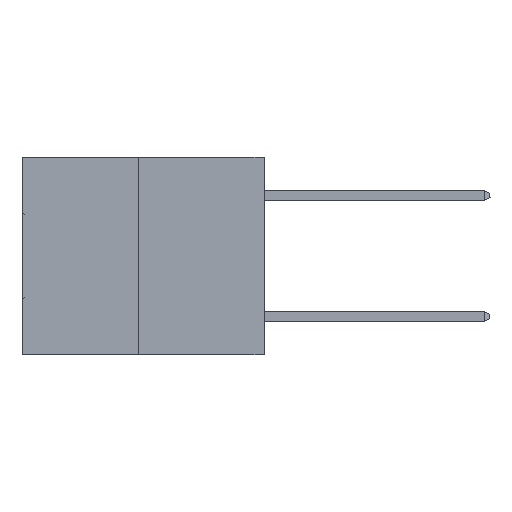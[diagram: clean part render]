
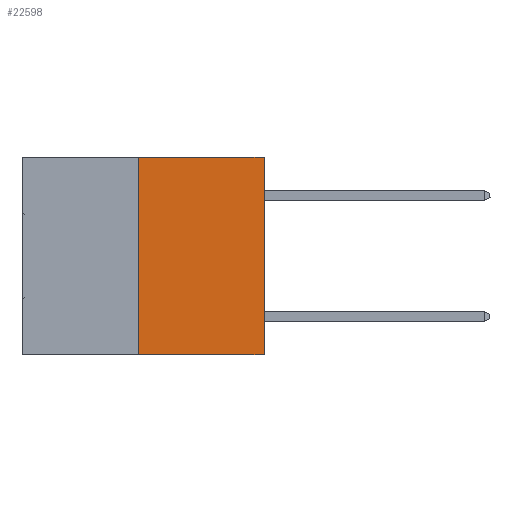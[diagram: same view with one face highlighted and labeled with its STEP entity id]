
A CAD part, left-side view. The second image highlights one B-rep face of the part: STEP entity #22598.
In plain terms, the highlighted planar face has unit normal (-1, 0, 0).
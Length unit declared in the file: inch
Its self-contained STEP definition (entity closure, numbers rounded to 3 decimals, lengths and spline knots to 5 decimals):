
#1894 = DIRECTION ( 'NONE',  ( 0., 0., 1. ) ) ;
#2029 = LINE ( 'NONE', #27184, #29325 ) ;
#2979 = DIRECTION ( 'NONE',  ( 0., 0., 1. ) ) ;
#4058 = ORIENTED_EDGE ( 'NONE', *, *, #5291, .T. ) ;
#5291 = EDGE_CURVE ( 'NONE', #11178, #27053, #10174, .T. ) ;
#5836 = CARTESIAN_POINT ( 'NONE',  ( 0., 0.6, 0. ) ) ;
#6252 = DIRECTION ( 'NONE',  ( 1., 0., 0. ) ) ;
#6705 = VECTOR ( 'NONE', #2979, 39.37008 ) ;
#8121 = VECTOR ( 'NONE', #9034, 39.37008 ) ;
#9034 = DIRECTION ( 'NONE',  ( 0., -1., 0. ) ) ;
#10174 = LINE ( 'NONE', #16993, #6705 ) ;
#11178 = VERTEX_POINT ( 'NONE', #14615 ) ;
#11923 = CARTESIAN_POINT ( 'NONE',  ( 0., 0.312, 0. ) ) ;
#12040 = CARTESIAN_POINT ( 'NONE',  ( 0., 0.6, -0.49 ) ) ;
#12181 = FACE_OUTER_BOUND ( 'NONE', #22760, .T. ) ;
#13577 = ORIENTED_EDGE ( 'NONE', *, *, #20963, .T. ) ;
#14615 = CARTESIAN_POINT ( 'NONE',  ( 0., 0., -0.49 ) ) ;
#14877 = DIRECTION ( 'NONE',  ( 0., -1., 0. ) ) ;
#14933 = ORIENTED_EDGE ( 'NONE', *, *, #32808, .F. ) ;
#15051 = CARTESIAN_POINT ( 'NONE',  ( 0., 0., 0. ) ) ;
#16993 = CARTESIAN_POINT ( 'NONE',  ( 0., 0., 0. ) ) ;
#18128 = VERTEX_POINT ( 'NONE', #11923 ) ;
#18995 = LINE ( 'NONE', #5836, #8121 ) ;
#20202 = CARTESIAN_POINT ( 'NONE',  ( 0., 0.6, 0. ) ) ;
#20310 = VERTEX_POINT ( 'NONE', #28338 ) ;
#20963 = EDGE_CURVE ( 'NONE', #20310, #11178, #27230, .T. ) ;
#21485 = ORIENTED_EDGE ( 'NONE', *, *, #34524, .F. ) ;
#22598 = ADVANCED_FACE ( 'NONE', ( #12181 ), #28601, .F. ) ;
#22760 = EDGE_LOOP ( 'NONE', ( #14933, #13577, #4058, #21485 ) ) ;
#26222 = AXIS2_PLACEMENT_3D ( 'NONE', #20202, #6252, #34453 ) ;
#27053 = VERTEX_POINT ( 'NONE', #15051 ) ;
#27184 = CARTESIAN_POINT ( 'NONE',  ( 0., 0.312, -0.49 ) ) ;
#27230 = LINE ( 'NONE', #12040, #29486 ) ;
#28338 = CARTESIAN_POINT ( 'NONE',  ( 0., 0.312, -0.49 ) ) ;
#28601 = PLANE ( 'NONE',  #26222 ) ;
#29325 = VECTOR ( 'NONE', #1894, 39.37008 ) ;
#29486 = VECTOR ( 'NONE', #14877, 39.37008 ) ;
#32808 = EDGE_CURVE ( 'NONE', #20310, #18128, #2029, .T. ) ;
#34453 = DIRECTION ( 'NONE',  ( 0., 0., -1. ) ) ;
#34524 = EDGE_CURVE ( 'NONE', #18128, #27053, #18995, .T. ) ;
